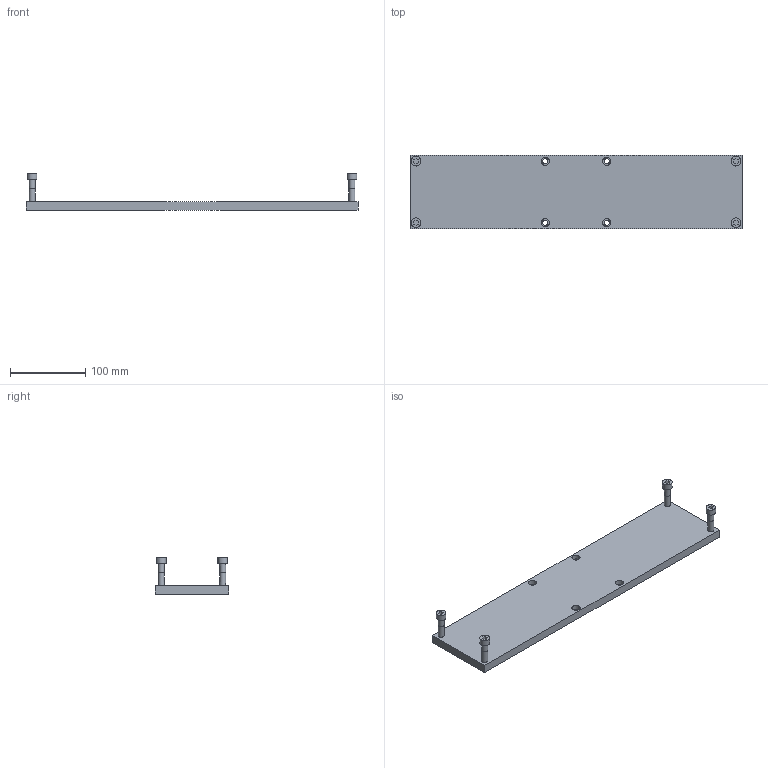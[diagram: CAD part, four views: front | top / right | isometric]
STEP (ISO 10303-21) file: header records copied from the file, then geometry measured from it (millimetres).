
FILE_DESCRIPTION( ( 'STEP AP214' ), '1' );
FILE_NAME( '3089023.step', '2012-08-23T05:34:25', ( ' ' ), ( ' ' ), 'XStep 1.0', ' ', ' ' );
FILE_SCHEMA( ( 'automotive_design' ) );
Length unit declared in the file: millimetre
Products named in the file (1): 1
Bounding box: 442 x 98 x 48.5 mm (x, y, z)
Volume: 504613.7 mm3; surface area: 105303.7 mm2
Topology: 1 solids, 1 shells, 78 faces, 172 edges, 116 vertices
Faces by surface type: plane 50, cylinder 20, cone 8
Full cylindrical faces by diameter (mm): 6.5 x4, 8 x8, 11 x4, 13 x4
Entity records: 2684 total; most frequent: CARTESIAN_POINT 447, DIRECTION 330, ORIENTED_EDGE 264, EDGE_LOOP 134, EDGE_CURVE 132, AXIS2_PLACEMENT_3D 123, VERTEX_POINT 104, FACE_OUTER_BOUND 98
